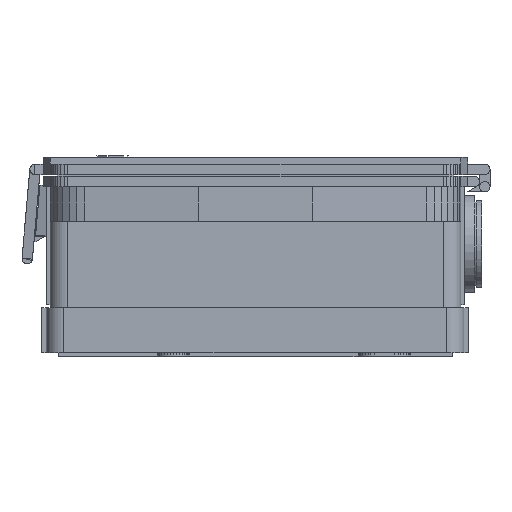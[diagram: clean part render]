
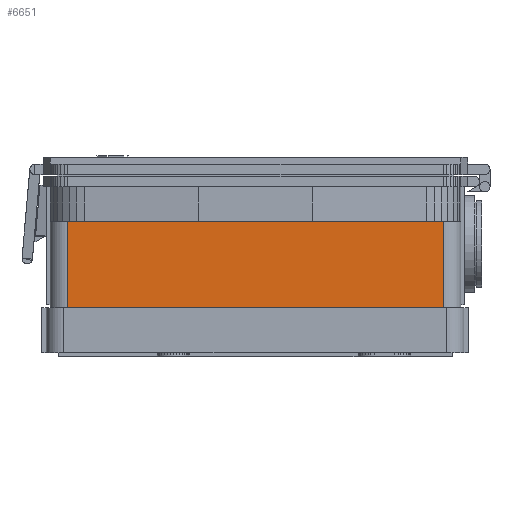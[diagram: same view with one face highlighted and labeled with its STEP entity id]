
A CAD part, front view. The second image highlights one B-rep face of the part: STEP entity #6651.
In plain terms, the highlighted planar face has unit normal (0, -1, 0).
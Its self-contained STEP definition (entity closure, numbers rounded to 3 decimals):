
#5169=EDGE_CURVE('',#14141,#9645,#15244,.T.);
#6651=ADVANCED_FACE('',(#16867),#16868,.F.);
#6859=EDGE_CURVE('',#12607,#7843,#17093,.T.);
#7843=VERTEX_POINT('',#18160);
#8779=EDGE_CURVE('',#14141,#7843,#19184,.T.);
#9645=VERTEX_POINT('',#20131);
#11603=EDGE_CURVE('',#12607,#9645,#22293,.T.);
#12607=VERTEX_POINT('',#23393);
#14141=VERTEX_POINT('',#25046);
#15244=LINE('',#26291,#26292);
#16867=FACE_OUTER_BOUND('',#28639,.T.);
#16868=PLANE('',#28640);
#17093=LINE('',#28949,#28950);
#18160=CARTESIAN_POINT('',(-17.968,-41.35,14.2));
#19184=LINE('',#31941,#31942);
#20131=CARTESIAN_POINT('',(90.468,-41.35,39.1));
#22293=LINE('',#36344,#36345);
#23393=CARTESIAN_POINT('',(90.468,-41.35,14.2));
#25046=CARTESIAN_POINT('',(-17.968,-41.35,39.1));
#26291=CARTESIAN_POINT('',(36.25,-41.35,39.1));
#26292=VECTOR('',#41935,1.0);
#28639=EDGE_LOOP('',(#43606,#43607,#43608,#43609));
#28640=AXIS2_PLACEMENT_3D('',#43610,#43611,#43612);
#28949=CARTESIAN_POINT('',(36.2,-41.35,14.2));
#28950=VECTOR('',#43816,1.0);
#31941=CARTESIAN_POINT('',(-17.968,-41.35,26.65));
#31942=VECTOR('',#46137,1.0);
#36344=CARTESIAN_POINT('',(90.468,-41.35,26.65));
#36345=VECTOR('',#49455,1.0);
#41935=DIRECTION('',(1.0,0.0,0.0));
#43606=ORIENTED_EDGE('',*,*,#11603,.T.);
#43607=ORIENTED_EDGE('',*,*,#5169,.F.);
#43608=ORIENTED_EDGE('',*,*,#8779,.T.);
#43609=ORIENTED_EDGE('',*,*,#6859,.F.);
#43610=CARTESIAN_POINT('',(36.25,-41.35,26.6));
#43611=DIRECTION('',(0.0,1.0,0.0));
#43612=DIRECTION('',(0.0,0.0,1.0));
#43816=DIRECTION('',(-1.0,0.0,0.0));
#46137=DIRECTION('',(0.0,0.0,-1.0));
#49455=DIRECTION('',(-0.0,-0.0,1.0));
